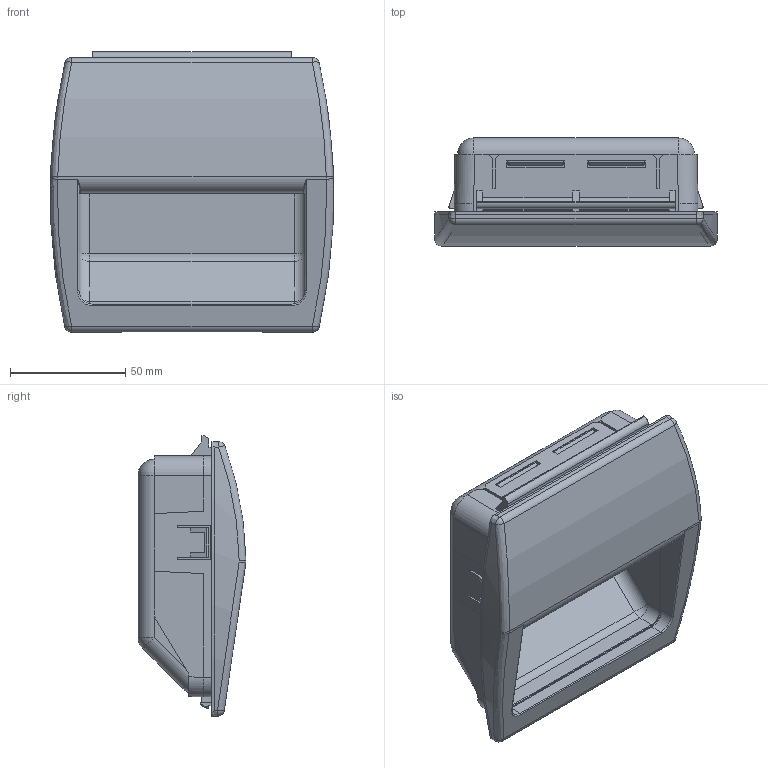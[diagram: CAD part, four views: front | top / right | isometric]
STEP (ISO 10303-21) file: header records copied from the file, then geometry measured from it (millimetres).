
FILE_DESCRIPTION( (''), '2;1');
FILE_NAME ('PC14.9868.THA_472_A_1_2_31177.stp','2020-05-01T16:33:22',(''),(''),'spGate 16.7.1','','');
FILE_SCHEMA (('AUTOMOTIVE_DESIGN'));
Length unit declared in the file: millimetre
Products named in the file (4): Assembly; 0020; j10488b0010 2020-03-24; J10488B0030
Assembly tree (3 placements, depth 2):
  Assembly
    0020
    j10488b0010 2020-03-24
    J10488B0030
Bounding box: 122.49 x 46.8 x 121.5 mm (x, y, z)
Volume: 107561.1 mm3; surface area: 102424.8 mm2
Topology: 3 solids, 3 shells, 703 faces, 1813 edges, 1088 vertices
Faces by surface type: plane 273, cylinder 266, bspline 136, sphere 28
Entity records: 40092 total; most frequent: CARTESIAN_POINT 9588, ORIENTED_EDGE 3568, DIRECTION 3161, COLOUR_RGB 2490, PRESENTATION_STYLE_ASSIGNMENT 2490, STYLED_ITEM 2490, EDGE_CURVE 1784, DRAUGHTING_PRE_DEFINED_CURVE_FONT 1784
